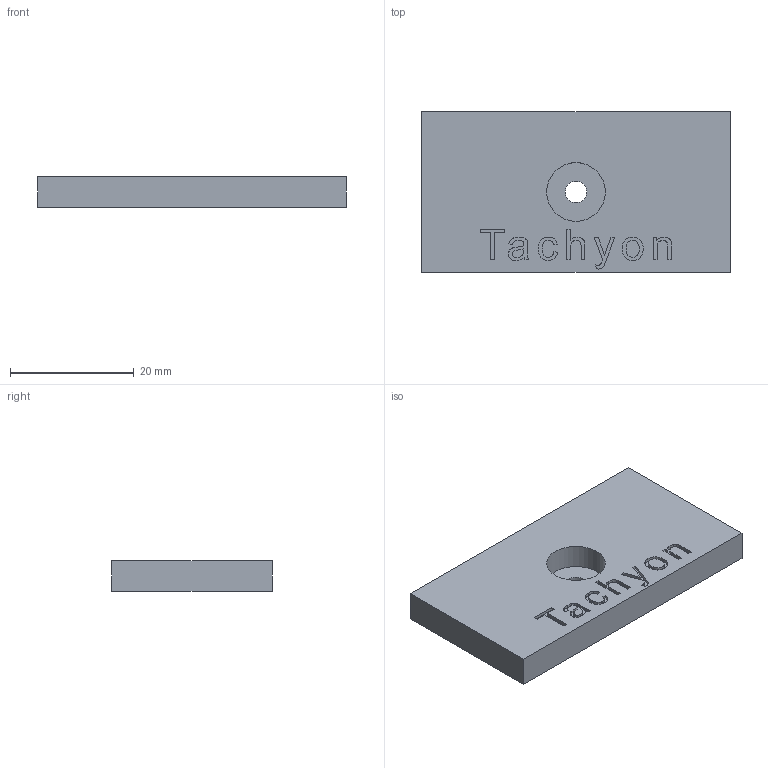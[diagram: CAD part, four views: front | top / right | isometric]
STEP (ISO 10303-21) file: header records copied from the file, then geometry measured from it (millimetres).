
FILE_DESCRIPTION(/* description */ (''),/* implementation_level */ '2;1');
FILE_NAME(/* name */ 'pushing_board.step',/* time_stamp */ '2025-07-15T13:34:00+09:00',/* author */ (''),/* organization */ (''),/* preprocessor_version */ 'ST-DEVELOPER v20.1',/* originating_system */ 'Autodesk Translation Framework v14.10.0.0',/* authorisation */ '');
FILE_SCHEMA (('AUTOMOTIVE_DESIGN { 1 0 10303 214 3 1 1 }'));
Length unit declared in the file: millimetre
Products named in the file (1): キッカー板3
Bounding box: 50 x 26 x 5 mm (x, y, z)
Volume: 6187.5 mm3; surface area: 3540.5 mm2
Topology: 1 solids, 1 shells, 152 faces, 420 edges, 280 vertices
Faces by surface type: bspline 97, plane 53, cylinder 2
Full cylindrical faces by diameter (mm): 3.5 x1, 9.5 x1
Entity records: 5755 total; most frequent: CARTESIAN_POINT 2502, ORIENTED_EDGE 840, EDGE_CURVE 420, DIRECTION 342, VERTEX_POINT 280, LINE 222, VECTOR 222, B_SPLINE_CURVE_WITH_KNOTS 194
